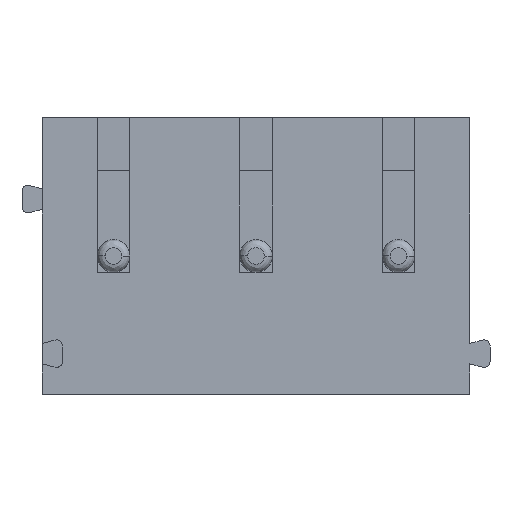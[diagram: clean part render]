
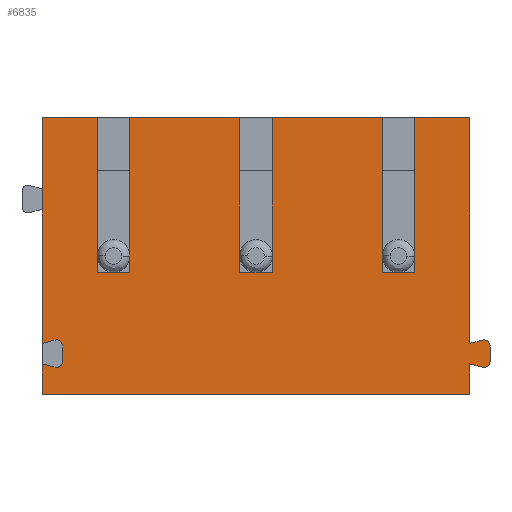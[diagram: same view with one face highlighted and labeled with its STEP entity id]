
A CAD part, front view. The second image highlights one B-rep face of the part: STEP entity #6835.
In plain terms, the highlighted planar face has unit normal (0, -1, 0).
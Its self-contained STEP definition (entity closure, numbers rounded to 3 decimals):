
#21=DIRECTION('',(-1.,0.,0.));
#22=VECTOR('',#21,10.5);
#23=CARTESIAN_POINT('',(14.,0.,-6.8));
#24=LINE('',#23,#22);
#25=DIRECTION('',(0.966,0.,-0.259));
#26=VECTOR('',#25,0.322);
#27=CARTESIAN_POINT('',(3.5,0.,-6.05));
#28=LINE('',#27,#26);
#29=DIRECTION('',(0.,0.,1.));
#30=VECTOR('',#29,0.377);
#31=CARTESIAN_POINT('',(4.,0.,-5.988));
#32=LINE('',#31,#30);
#33=DIRECTION('',(-0.966,0.,-0.259));
#34=VECTOR('',#33,0.322);
#35=CARTESIAN_POINT('',(3.811,0.,-5.467));
#36=LINE('',#35,#34);
#37=DIRECTION('',(1.,0.,0.));
#38=VECTOR('',#37,1.35);
#39=CARTESIAN_POINT('',(3.5,0.,0.));
#40=LINE('',#39,#38);
#41=DIRECTION('',(0.,0.,-1.));
#42=VECTOR('',#41,3.8);
#43=CARTESIAN_POINT('',(4.85,0.,0.));
#44=LINE('',#43,#42);
#45=DIRECTION('',(1.,0.,0.));
#46=VECTOR('',#45,0.4);
#47=CARTESIAN_POINT('',(4.85,0.,-3.8));
#48=LINE('',#47,#46);
#49=DIRECTION('',(1.,0.,0.));
#50=VECTOR('',#49,0.4);
#51=CARTESIAN_POINT('',(5.25,0.,-3.8));
#52=LINE('',#51,#50);
#53=DIRECTION('',(0.,0.,-1.));
#54=VECTOR('',#53,3.8);
#55=CARTESIAN_POINT('',(8.35,0.,0.));
#56=LINE('',#55,#54);
#57=DIRECTION('',(1.,0.,0.));
#58=VECTOR('',#57,0.8);
#59=CARTESIAN_POINT('',(8.35,0.,-3.8));
#60=LINE('',#59,#58);
#61=DIRECTION('',(1.,0.,0.));
#62=VECTOR('',#61,2.7);
#63=CARTESIAN_POINT('',(9.15,0.,0.));
#64=LINE('',#63,#62);
#65=DIRECTION('',(0.,0.,-1.));
#66=VECTOR('',#65,3.8);
#67=CARTESIAN_POINT('',(11.85,0.,0.));
#68=LINE('',#67,#66);
#69=DIRECTION('',(1.,0.,0.));
#70=VECTOR('',#69,0.8);
#71=CARTESIAN_POINT('',(11.85,0.,-3.8));
#72=LINE('',#71,#70);
#73=DIRECTION('',(1.,0.,0.));
#74=VECTOR('',#73,1.35);
#75=CARTESIAN_POINT('',(12.65,0.,0.));
#76=LINE('',#75,#74);
#77=DIRECTION('',(0.,0.,-1.));
#78=VECTOR('',#77,5.55);
#79=CARTESIAN_POINT('',(14.,0.,0.));
#80=LINE('',#79,#78);
#81=DIRECTION('',(0.966,0.,0.259));
#82=VECTOR('',#81,0.322);
#83=CARTESIAN_POINT('',(14.,0.,-5.55));
#84=LINE('',#83,#82);
#85=DIRECTION('',(0.,0.,-1.));
#86=VECTOR('',#85,0.377);
#87=CARTESIAN_POINT('',(14.5,0.,-5.612));
#88=LINE('',#87,#86);
#89=DIRECTION('',(-0.966,0.,0.259));
#90=VECTOR('',#89,0.322);
#91=CARTESIAN_POINT('',(14.311,0.,-6.133));
#92=LINE('',#91,#90);
#93=DIRECTION('',(0.,0.,-1.));
#94=VECTOR('',#93,0.75);
#95=CARTESIAN_POINT('',(14.,0.,-6.05));
#96=LINE('',#95,#94);
#257=DIRECTION('',(-1.,0.,0.));
#258=VECTOR('',#257,2.7);
#259=CARTESIAN_POINT('',(8.35,0.,0.));
#260=LINE('',#259,#258);
#413=DIRECTION('',(0.,0.,-1.));
#414=VECTOR('',#413,3.8);
#415=CARTESIAN_POINT('',(5.65,0.,0.));
#416=LINE('',#415,#414);
#445=DIRECTION('',(0.,0.,-1.));
#446=VECTOR('',#445,0.75);
#447=CARTESIAN_POINT('',(3.5,0.,-6.05));
#448=LINE('',#447,#446);
#495=DIRECTION('',(0.,0.,-1.));
#496=VECTOR('',#495,5.55);
#497=CARTESIAN_POINT('',(3.5,0.,0.));
#498=LINE('',#497,#496);
#525=CARTESIAN_POINT('',(3.85,0.,-5.612));
#526=DIRECTION('',(0.,1.,0.));
#527=DIRECTION('',(-0.259,0.,0.966));
#528=AXIS2_PLACEMENT_3D('',#525,#526,#527);
#538=CARTESIAN_POINT('',(3.85,0.,-5.988));
#539=DIRECTION('',(0.,1.,0.));
#540=DIRECTION('',(1.,0.,0.));
#541=AXIS2_PLACEMENT_3D('',#538,#539,#540);
#1827=CARTESIAN_POINT('',(14.35,0.,-5.988));
#1828=DIRECTION('',(0.,-1.,0.));
#1829=DIRECTION('',(-0.259,0.,-0.966));
#1830=AXIS2_PLACEMENT_3D('',#1827,#1828,#1829);
#1844=CARTESIAN_POINT('',(14.35,0.,-5.612));
#1845=DIRECTION('',(0.,-1.,0.));
#1846=DIRECTION('',(1.,0.,0.));
#1847=AXIS2_PLACEMENT_3D('',#1844,#1845,#1846);
#4187=DIRECTION('',(0.,0.,-1.));
#4188=VECTOR('',#4187,3.8);
#4189=CARTESIAN_POINT('',(12.65,0.,0.));
#4190=LINE('',#4189,#4188);
#4328=DIRECTION('',(0.,0.,-1.));
#4329=VECTOR('',#4328,3.8);
#4330=CARTESIAN_POINT('',(9.15,0.,0.));
#4331=LINE('',#4330,#4329);
#5159=CARTESIAN_POINT('',(14.,0.,-6.8));
#5160=CARTESIAN_POINT('',(3.5,0.,-6.8));
#5161=VERTEX_POINT('',#5159);
#5162=VERTEX_POINT('',#5160);
#5163=CARTESIAN_POINT('',(3.5,0.,-6.05));
#5164=VERTEX_POINT('',#5163);
#5165=CARTESIAN_POINT('',(3.811,0.,-6.133));
#5166=VERTEX_POINT('',#5165);
#5167=CARTESIAN_POINT('',(4.,0.,-5.988));
#5168=CARTESIAN_POINT('',(4.,0.,-5.612));
#5169=VERTEX_POINT('',#5167);
#5170=VERTEX_POINT('',#5168);
#5171=CARTESIAN_POINT('',(3.811,0.,-5.467));
#5172=CARTESIAN_POINT('',(3.5,0.,-5.55));
#5173=VERTEX_POINT('',#5171);
#5174=VERTEX_POINT('',#5172);
#5175=CARTESIAN_POINT('',(3.5,0.,0.));
#5176=VERTEX_POINT('',#5175);
#5177=CARTESIAN_POINT('',(4.85,0.,0.));
#5178=VERTEX_POINT('',#5177);
#5179=CARTESIAN_POINT('',(4.85,0.,-3.8));
#5180=VERTEX_POINT('',#5179);
#5181=CARTESIAN_POINT('',(5.25,0.,-3.8));
#5182=VERTEX_POINT('',#5181);
#5183=CARTESIAN_POINT('',(5.65,0.,-3.8));
#5184=VERTEX_POINT('',#5183);
#5185=CARTESIAN_POINT('',(5.65,0.,0.));
#5186=VERTEX_POINT('',#5185);
#5187=CARTESIAN_POINT('',(8.35,0.,0.));
#5188=VERTEX_POINT('',#5187);
#5189=CARTESIAN_POINT('',(8.35,0.,-3.8));
#5190=VERTEX_POINT('',#5189);
#5191=CARTESIAN_POINT('',(9.15,0.,-3.8));
#5192=VERTEX_POINT('',#5191);
#5193=CARTESIAN_POINT('',(9.15,0.,0.));
#5194=VERTEX_POINT('',#5193);
#5195=CARTESIAN_POINT('',(11.85,0.,0.));
#5196=VERTEX_POINT('',#5195);
#5197=CARTESIAN_POINT('',(11.85,0.,-3.8));
#5198=VERTEX_POINT('',#5197);
#5199=CARTESIAN_POINT('',(12.65,0.,-3.8));
#5200=VERTEX_POINT('',#5199);
#5201=CARTESIAN_POINT('',(12.65,0.,0.));
#5202=VERTEX_POINT('',#5201);
#5203=CARTESIAN_POINT('',(14.,0.,0.));
#5204=VERTEX_POINT('',#5203);
#5205=CARTESIAN_POINT('',(14.,0.,-5.55));
#5206=VERTEX_POINT('',#5205);
#5207=CARTESIAN_POINT('',(14.311,0.,-5.467));
#5208=VERTEX_POINT('',#5207);
#5209=CARTESIAN_POINT('',(14.5,0.,-5.612));
#5210=CARTESIAN_POINT('',(14.5,0.,-5.988));
#5211=VERTEX_POINT('',#5209);
#5212=VERTEX_POINT('',#5210);
#5213=CARTESIAN_POINT('',(14.311,0.,-6.133));
#5214=CARTESIAN_POINT('',(14.,0.,-6.05));
#5215=VERTEX_POINT('',#5213);
#5216=VERTEX_POINT('',#5214);
#6770=CARTESIAN_POINT('',(3.75,0.,-3.4));
#6771=DIRECTION('',(0.,1.,0.));
#6772=DIRECTION('',(0.,0.,-1.));
#6773=AXIS2_PLACEMENT_3D('',#6770,#6771,#6772);
#6774=PLANE('',#6773);
#6776=ORIENTED_EDGE('',*,*,#6775,.T.);
#6778=ORIENTED_EDGE('',*,*,#6777,.F.);
#6780=ORIENTED_EDGE('',*,*,#6779,.T.);
#6782=ORIENTED_EDGE('',*,*,#6781,.F.);
#6784=ORIENTED_EDGE('',*,*,#6783,.T.);
#6786=ORIENTED_EDGE('',*,*,#6785,.F.);
#6788=ORIENTED_EDGE('',*,*,#6787,.T.);
#6790=ORIENTED_EDGE('',*,*,#6789,.F.);
#6792=ORIENTED_EDGE('',*,*,#6791,.T.);
#6794=ORIENTED_EDGE('',*,*,#6793,.T.);
#6796=ORIENTED_EDGE('',*,*,#6795,.T.);
#6798=ORIENTED_EDGE('',*,*,#6797,.T.);
#6800=ORIENTED_EDGE('',*,*,#6799,.F.);
#6802=ORIENTED_EDGE('',*,*,#6801,.F.);
#6804=ORIENTED_EDGE('',*,*,#6803,.T.);
#6806=ORIENTED_EDGE('',*,*,#6805,.T.);
#6808=ORIENTED_EDGE('',*,*,#6807,.F.);
#6810=ORIENTED_EDGE('',*,*,#6809,.T.);
#6812=ORIENTED_EDGE('',*,*,#6811,.T.);
#6814=ORIENTED_EDGE('',*,*,#6813,.T.);
#6816=ORIENTED_EDGE('',*,*,#6815,.F.);
#6818=ORIENTED_EDGE('',*,*,#6817,.T.);
#6820=ORIENTED_EDGE('',*,*,#6819,.T.);
#6822=ORIENTED_EDGE('',*,*,#6821,.T.);
#6824=ORIENTED_EDGE('',*,*,#6823,.F.);
#6826=ORIENTED_EDGE('',*,*,#6825,.T.);
#6828=ORIENTED_EDGE('',*,*,#6827,.F.);
#6830=ORIENTED_EDGE('',*,*,#6829,.T.);
#6832=ORIENTED_EDGE('',*,*,#6831,.T.);
#6833=EDGE_LOOP('',(#6776,#6778,#6780,#6782,#6784,#6786,#6788,#6790,#6792,#6794,
#6796,#6798,#6800,#6802,#6804,#6806,#6808,#6810,#6812,#6814,#6816,#6818,#6820,
#6822,#6824,#6826,#6828,#6830,#6832));
#6834=FACE_OUTER_BOUND('',#6833,.F.);
#6835=ADVANCED_FACE('',(#6834),#6774,.F.);
#529=CIRCLE('',#528,0.15);
#542=CIRCLE('',#541,0.15);
#1831=CIRCLE('',#1830,0.15);
#1848=CIRCLE('',#1847,0.15);
#6775=EDGE_CURVE('',#5161,#5162,#24,.T.);
#6777=EDGE_CURVE('',#5164,#5162,#448,.T.);
#6779=EDGE_CURVE('',#5164,#5166,#28,.T.);
#6781=EDGE_CURVE('',#5169,#5166,#542,.T.);
#6783=EDGE_CURVE('',#5169,#5170,#32,.T.);
#6785=EDGE_CURVE('',#5173,#5170,#529,.T.);
#6787=EDGE_CURVE('',#5173,#5174,#36,.T.);
#6789=EDGE_CURVE('',#5176,#5174,#498,.T.);
#6791=EDGE_CURVE('',#5176,#5178,#40,.T.);
#6793=EDGE_CURVE('',#5178,#5180,#44,.T.);
#6795=EDGE_CURVE('',#5180,#5182,#48,.T.);
#6797=EDGE_CURVE('',#5182,#5184,#52,.T.);
#6799=EDGE_CURVE('',#5186,#5184,#416,.T.);
#6801=EDGE_CURVE('',#5188,#5186,#260,.T.);
#6803=EDGE_CURVE('',#5188,#5190,#56,.T.);
#6805=EDGE_CURVE('',#5190,#5192,#60,.T.);
#6807=EDGE_CURVE('',#5194,#5192,#4331,.T.);
#6809=EDGE_CURVE('',#5194,#5196,#64,.T.);
#6811=EDGE_CURVE('',#5196,#5198,#68,.T.);
#6813=EDGE_CURVE('',#5198,#5200,#72,.T.);
#6815=EDGE_CURVE('',#5202,#5200,#4190,.T.);
#6817=EDGE_CURVE('',#5202,#5204,#76,.T.);
#6819=EDGE_CURVE('',#5204,#5206,#80,.T.);
#6821=EDGE_CURVE('',#5206,#5208,#84,.T.);
#6823=EDGE_CURVE('',#5211,#5208,#1848,.T.);
#6825=EDGE_CURVE('',#5211,#5212,#88,.T.);
#6827=EDGE_CURVE('',#5215,#5212,#1831,.T.);
#6829=EDGE_CURVE('',#5215,#5216,#92,.T.);
#6831=EDGE_CURVE('',#5216,#5161,#96,.T.);
